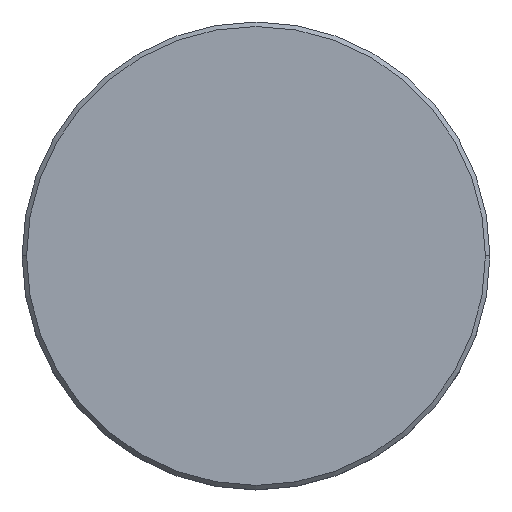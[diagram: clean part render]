
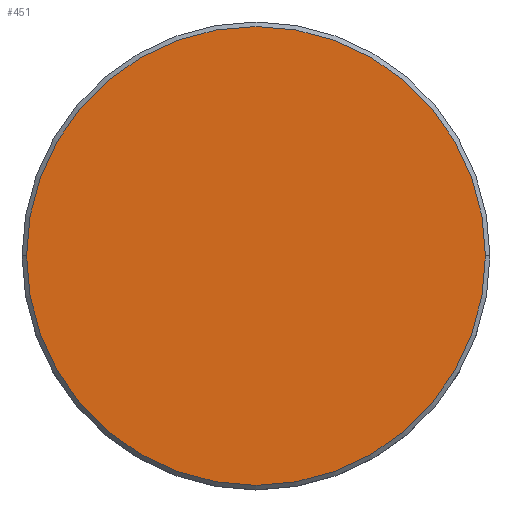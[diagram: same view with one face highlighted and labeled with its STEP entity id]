
A CAD part, top view. The second image highlights one B-rep face of the part: STEP entity #451.
In plain terms, the highlighted planar face has unit normal (0, 0, 1).
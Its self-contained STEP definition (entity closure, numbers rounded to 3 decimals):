
#53 = CARTESIAN_POINT ( 'NONE',  ( -25.5, 0., 0. ) ) ;
#117 = CARTESIAN_POINT ( 'NONE',  ( 0., 0., 0. ) ) ;
#200 = PLANE ( 'NONE',  #588 ) ;
#214 = EDGE_CURVE ( 'NONE', #611, #706, #627, .T. ) ;
#297 = DIRECTION ( 'NONE',  ( 1., 0., 0. ) ) ;
#451 = ADVANCED_FACE ( 'NONE', ( #1114 ), #200, .T. ) ;
#508 = CIRCLE ( 'NONE', #1036, 25.5 ) ;
#588 = AXIS2_PLACEMENT_3D ( 'NONE', #117, #1031, #921 ) ;
#604 = AXIS2_PLACEMENT_3D ( 'NONE', #1139, #1121, #297 ) ;
#611 = VERTEX_POINT ( 'NONE', #859 ) ;
#627 = CIRCLE ( 'NONE', #604, 25.5 ) ;
#629 = CARTESIAN_POINT ( 'NONE',  ( 0., 0., 0. ) ) ;
#643 = DIRECTION ( 'NONE',  ( 0., 0., 1. ) ) ;
#650 = DIRECTION ( 'NONE',  ( 1., 0., 0. ) ) ;
#706 = VERTEX_POINT ( 'NONE', #53 ) ;
#792 = ORIENTED_EDGE ( 'NONE', *, *, #950, .T. ) ;
#859 = CARTESIAN_POINT ( 'NONE',  ( 25.5, 0., 0. ) ) ;
#880 = ORIENTED_EDGE ( 'NONE', *, *, #214, .T. ) ;
#921 = DIRECTION ( 'NONE',  ( 1., 0., 0. ) ) ;
#950 = EDGE_CURVE ( 'NONE', #706, #611, #508, .T. ) ;
#968 = EDGE_LOOP ( 'NONE', ( #792, #880 ) ) ;
#1031 = DIRECTION ( 'NONE',  ( 0., 0., 1. ) ) ;
#1036 = AXIS2_PLACEMENT_3D ( 'NONE', #629, #643, #650 ) ;
#1114 = FACE_OUTER_BOUND ( 'NONE', #968, .T. ) ;
#1121 = DIRECTION ( 'NONE',  ( 0., 0., 1. ) ) ;
#1139 = CARTESIAN_POINT ( 'NONE',  ( 0., 0., 0. ) ) ;
